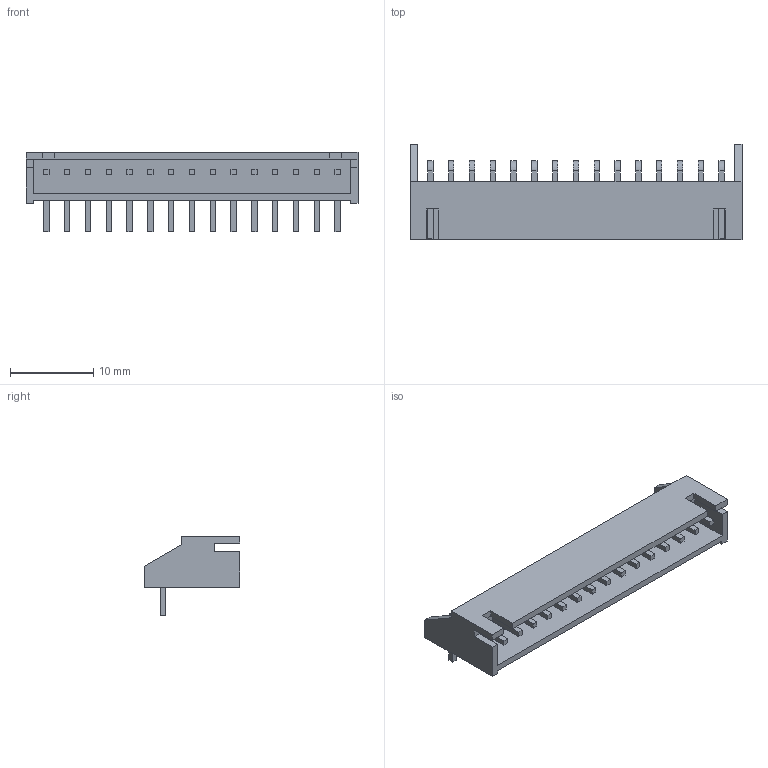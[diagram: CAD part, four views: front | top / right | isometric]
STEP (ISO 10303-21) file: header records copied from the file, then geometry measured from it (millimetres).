
FILE_DESCRIPTION(('FreeCAD Model'),'2;1');
FILE_NAME('JST_XH_S15B-XH-A_15x2.50mm_Angled.STEP','2016-03-20T22:59:50',('Author') ,(''),'Open CASCADE STEP processor 6.8','FreeCAD','Unknown');
FILE_SCHEMA(('AUTOMOTIVE_DESIGN_CC2 { 1 2 10303 214 -1 1 5 4 }'));
Length unit declared in the file: millimetre
Products named in the file (1): S15B-XH-A
Bounding box: 39.9 x 11.5 x 9.55 mm (x, y, z)
Volume: 974.8 mm3; surface area: 2096.8 mm2
Topology: 1 solids, 1 shells, 242 faces, 630 edges, 420 vertices
Faces by surface type: plane 212, cylinder 30
Entity records: 19941 total; most frequent: CARTESIAN_POINT 5613, DIRECTION 2286, LINE 1650, VECTOR 1650, ORIENTED_EDGE 1260, PCURVE 1260, DEFINITIONAL_REPRESENTATION 1260, EDGE_CURVE 630
